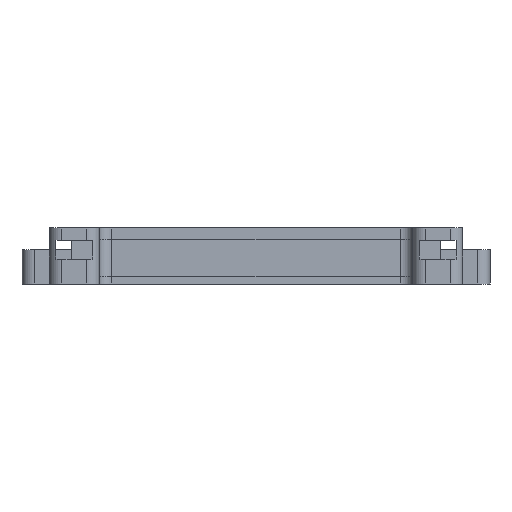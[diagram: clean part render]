
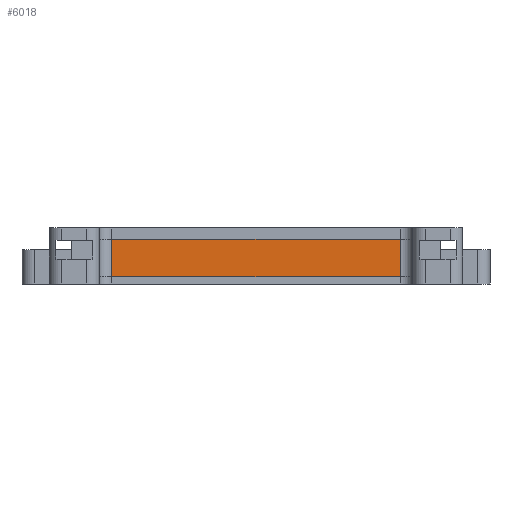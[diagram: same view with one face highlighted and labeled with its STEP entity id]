
A CAD part, front view. The second image highlights one B-rep face of the part: STEP entity #6018.
In plain terms, the highlighted planar face has unit normal (0, -1, 0).
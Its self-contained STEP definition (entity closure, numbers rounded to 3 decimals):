
#710 = PLANE('',#711);
#711 = AXIS2_PLACEMENT_3D('',#712,#713,#714);
#712 = CARTESIAN_POINT('',(-27.6,-37.6,0.));
#713 = DIRECTION('',(0.,1.,0.));
#714 = DIRECTION('',(1.,0.,0.));
#1725 = VERTEX_POINT('',#1726);
#1726 = CARTESIAN_POINT('',(23.2,-37.6,1.2));
#1741 = CYLINDRICAL_SURFACE('',#1742,2.);
#1742 = AXIS2_PLACEMENT_3D('',#1743,#1744,#1745);
#1743 = CARTESIAN_POINT('',(23.2,-39.6,7.2));
#1744 = DIRECTION('',(0.,0.,-1.));
#1745 = DIRECTION('',(1.,0.,0.));
#2088 = VERTEX_POINT('',#2089);
#2089 = CARTESIAN_POINT('',(-23.2,-37.6,1.2));
#2110 = EDGE_CURVE('',#2088,#1725,#2111,.T.);
#2111 = SURFACE_CURVE('',#2112,(#2116,#2123),.PCURVE_S1.);
#2112 = LINE('',#2113,#2114);
#2113 = CARTESIAN_POINT('',(-27.6,-37.6,1.2));
#2114 = VECTOR('',#2115,1.);
#2115 = DIRECTION('',(1.,0.,0.));
#2116 = PCURVE('',#710,#2117);
#2117 = DEFINITIONAL_REPRESENTATION('',(#2118),#2122);
#2118 = LINE('',#2119,#2120);
#2119 = CARTESIAN_POINT('',(0.,-1.2));
#2120 = VECTOR('',#2121,1.);
#2121 = DIRECTION('',(1.,0.));
#2122 = ( GEOMETRIC_REPRESENTATION_CONTEXT(2) 
PARAMETRIC_REPRESENTATION_CONTEXT() REPRESENTATION_CONTEXT('2D SPACE',''
  ) );
#2123 = PCURVE('',#2124,#2129);
#2124 = PLANE('',#2125);
#2125 = AXIS2_PLACEMENT_3D('',#2126,#2127,#2128);
#2126 = CARTESIAN_POINT('',(-27.6,-37.6,1.2));
#2127 = DIRECTION('',(0.,1.,0.));
#2128 = DIRECTION('',(1.,0.,0.));
#2129 = DEFINITIONAL_REPRESENTATION('',(#2130),#2134);
#2130 = LINE('',#2131,#2132);
#2131 = CARTESIAN_POINT('',(0.,0.));
#2132 = VECTOR('',#2133,1.);
#2133 = DIRECTION('',(1.,0.));
#2134 = ( GEOMETRIC_REPRESENTATION_CONTEXT(2) 
PARAMETRIC_REPRESENTATION_CONTEXT() REPRESENTATION_CONTEXT('2D SPACE',''
  ) );
#2166 = CYLINDRICAL_SURFACE('',#2167,2.);
#2167 = AXIS2_PLACEMENT_3D('',#2168,#2169,#2170);
#2168 = CARTESIAN_POINT('',(-23.2,-39.6,1.2));
#2169 = DIRECTION('',(0.,0.,1.));
#2170 = DIRECTION('',(-1.,0.,0.));
#5215 = VERTEX_POINT('',#5216);
#5216 = CARTESIAN_POINT('',(23.2,-37.6,7.2));
#5238 = EDGE_CURVE('',#5215,#1725,#5239,.T.);
#5239 = SURFACE_CURVE('',#5240,(#5244,#5251),.PCURVE_S1.);
#5240 = LINE('',#5241,#5242);
#5241 = CARTESIAN_POINT('',(23.2,-37.6,7.2));
#5242 = VECTOR('',#5243,1.);
#5243 = DIRECTION('',(0.,0.,-1.));
#5244 = PCURVE('',#1741,#5245);
#5245 = DEFINITIONAL_REPRESENTATION('',(#5246),#5250);
#5246 = LINE('',#5247,#5248);
#5247 = CARTESIAN_POINT('',(-1.571,0.));
#5248 = VECTOR('',#5249,1.);
#5249 = DIRECTION('',(-0.,1.));
#5250 = ( GEOMETRIC_REPRESENTATION_CONTEXT(2) 
PARAMETRIC_REPRESENTATION_CONTEXT() REPRESENTATION_CONTEXT('2D SPACE',''
  ) );
#5251 = PCURVE('',#2124,#5252);
#5252 = DEFINITIONAL_REPRESENTATION('',(#5253),#5257);
#5253 = LINE('',#5254,#5255);
#5254 = CARTESIAN_POINT('',(50.8,-6.));
#5255 = VECTOR('',#5256,1.);
#5256 = DIRECTION('',(0.,1.));
#5257 = ( GEOMETRIC_REPRESENTATION_CONTEXT(2) 
PARAMETRIC_REPRESENTATION_CONTEXT() REPRESENTATION_CONTEXT('2D SPACE',''
  ) );
#6018 = ADVANCED_FACE('',(#6019),#2124,.F.);
#6019 = FACE_BOUND('',#6020,.F.);
#6020 = EDGE_LOOP('',(#6021,#6022,#6045,#6071));
#6021 = ORIENTED_EDGE('',*,*,#2110,.F.);
#6022 = ORIENTED_EDGE('',*,*,#6023,.T.);
#6023 = EDGE_CURVE('',#2088,#6024,#6026,.T.);
#6024 = VERTEX_POINT('',#6025);
#6025 = CARTESIAN_POINT('',(-23.2,-37.6,7.2));
#6026 = SURFACE_CURVE('',#6027,(#6031,#6038),.PCURVE_S1.);
#6027 = LINE('',#6028,#6029);
#6028 = CARTESIAN_POINT('',(-23.2,-37.6,1.2));
#6029 = VECTOR('',#6030,1.);
#6030 = DIRECTION('',(0.,0.,1.));
#6031 = PCURVE('',#2124,#6032);
#6032 = DEFINITIONAL_REPRESENTATION('',(#6033),#6037);
#6033 = LINE('',#6034,#6035);
#6034 = CARTESIAN_POINT('',(4.4,0.));
#6035 = VECTOR('',#6036,1.);
#6036 = DIRECTION('',(0.,-1.));
#6037 = ( GEOMETRIC_REPRESENTATION_CONTEXT(2) 
PARAMETRIC_REPRESENTATION_CONTEXT() REPRESENTATION_CONTEXT('2D SPACE',''
  ) );
#6038 = PCURVE('',#2166,#6039);
#6039 = DEFINITIONAL_REPRESENTATION('',(#6040),#6044);
#6040 = LINE('',#6041,#6042);
#6041 = CARTESIAN_POINT('',(-1.571,0.));
#6042 = VECTOR('',#6043,1.);
#6043 = DIRECTION('',(-0.,1.));
#6044 = ( GEOMETRIC_REPRESENTATION_CONTEXT(2) 
PARAMETRIC_REPRESENTATION_CONTEXT() REPRESENTATION_CONTEXT('2D SPACE',''
  ) );
#6045 = ORIENTED_EDGE('',*,*,#6046,.T.);
#6046 = EDGE_CURVE('',#6024,#5215,#6047,.T.);
#6047 = SURFACE_CURVE('',#6048,(#6052,#6059),.PCURVE_S1.);
#6048 = LINE('',#6049,#6050);
#6049 = CARTESIAN_POINT('',(-27.6,-37.6,7.2));
#6050 = VECTOR('',#6051,1.);
#6051 = DIRECTION('',(1.,0.,0.));
#6052 = PCURVE('',#2124,#6053);
#6053 = DEFINITIONAL_REPRESENTATION('',(#6054),#6058);
#6054 = LINE('',#6055,#6056);
#6055 = CARTESIAN_POINT('',(0.,-6.));
#6056 = VECTOR('',#6057,1.);
#6057 = DIRECTION('',(1.,0.));
#6058 = ( GEOMETRIC_REPRESENTATION_CONTEXT(2) 
PARAMETRIC_REPRESENTATION_CONTEXT() REPRESENTATION_CONTEXT('2D SPACE',''
  ) );
#6059 = PCURVE('',#6060,#6065);
#6060 = PLANE('',#6061);
#6061 = AXIS2_PLACEMENT_3D('',#6062,#6063,#6064);
#6062 = CARTESIAN_POINT('',(27.6,-37.6,7.2));
#6063 = DIRECTION('',(0.,-1.,0.));
#6064 = DIRECTION('',(-1.,0.,0.));
#6065 = DEFINITIONAL_REPRESENTATION('',(#6066),#6070);
#6066 = LINE('',#6067,#6068);
#6067 = CARTESIAN_POINT('',(55.2,0.));
#6068 = VECTOR('',#6069,1.);
#6069 = DIRECTION('',(-1.,-0.));
#6070 = ( GEOMETRIC_REPRESENTATION_CONTEXT(2) 
PARAMETRIC_REPRESENTATION_CONTEXT() REPRESENTATION_CONTEXT('2D SPACE',''
  ) );
#6071 = ORIENTED_EDGE('',*,*,#5238,.T.);
